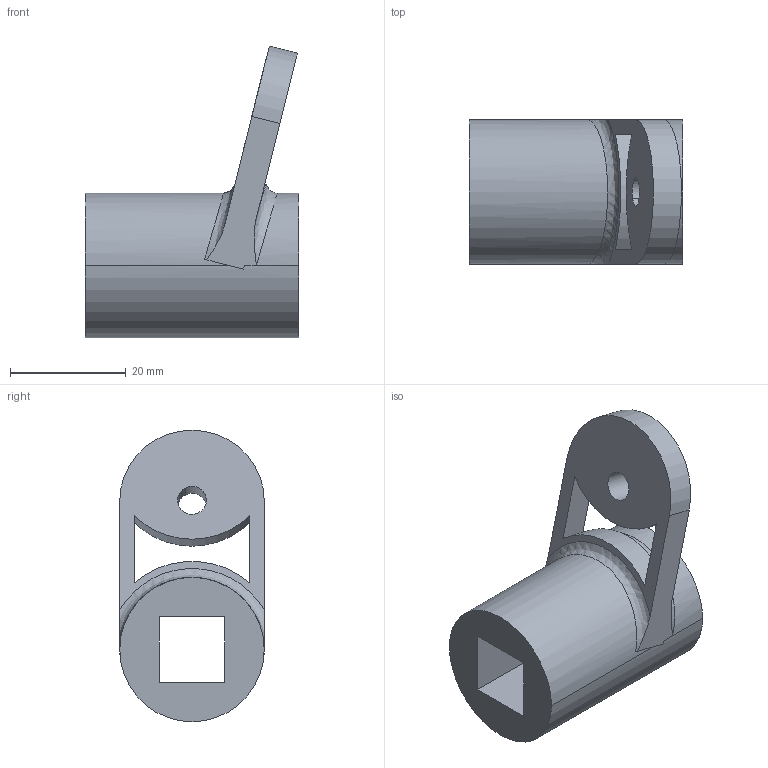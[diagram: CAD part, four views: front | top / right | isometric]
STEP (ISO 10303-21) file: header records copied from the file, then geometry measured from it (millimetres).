
FILE_DESCRIPTION(('CATIA V5 STEP Exchange'),'2;1');
FILE_NAME('Palonnier de colonne.stp','2019-03-02T16:21:31+00:00',('none'),('none'),'CATIA Version 5 Release 19 GA (IN-10)','CATIA V5 STEP AP203','none');
FILE_SCHEMA(('CONFIG_CONTROL_DESIGN'));
Length unit declared in the file: millimetre
Products named in the file (1): Palonnier de colonne
Bounding box: 37 x 25 x 50.46 mm (x, y, z)
Volume: 15955.8 mm3; surface area: 6911.6 mm2
Topology: 1 solids, 1 shells, 28 faces, 79 edges, 52 vertices
Faces by surface type: plane 18, cylinder 8, bspline 2
Entity records: 1298 total; most frequent: CARTESIAN_POINT 599, ORIENTED_EDGE 158, DIRECTION 93, EDGE_CURVE 79, VERTEX_POINT 52, VECTOR 44, LINE 44, EDGE_LOOP 33
